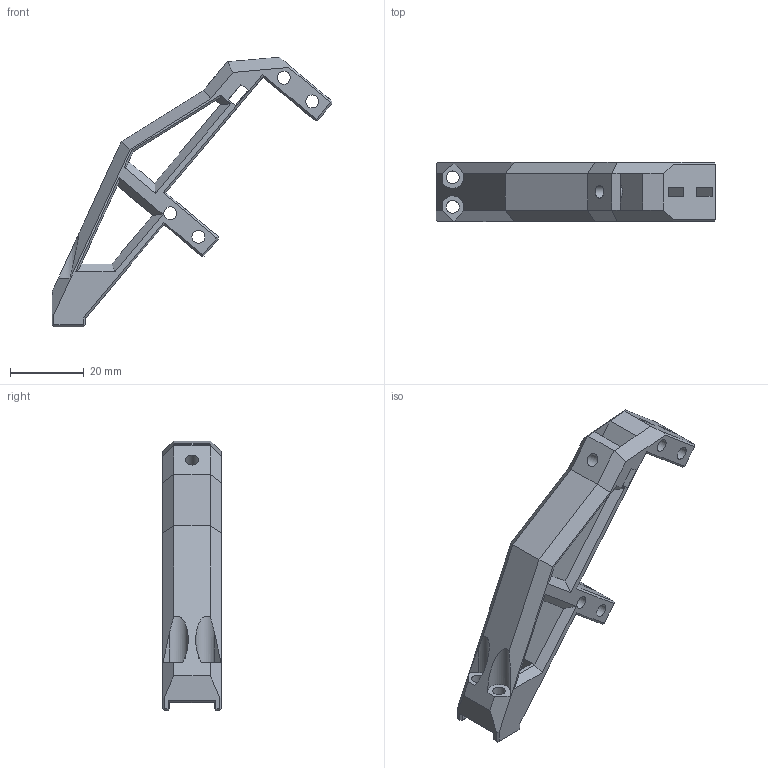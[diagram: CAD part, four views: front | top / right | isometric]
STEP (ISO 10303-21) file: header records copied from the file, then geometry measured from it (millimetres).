
FILE_DESCRIPTION(/* description */ (''),/* implementation_level */ '2;1');
FILE_NAME(/* name */ 'TibiaTop.step',/* time_stamp */ '2022-12-03T14:14:47-06:00',/* author */ (''),/* organization */ (''),/* preprocessor_version */ 'ST-DEVELOPER v19.2',/* originating_system */ 'Autodesk Translation Framework v11.17.0.187',/* authorisation */ '');
FILE_SCHEMA (('AUTOMOTIVE_DESIGN { 1 0 10303 214 3 1 1 }'));
Length unit declared in the file: millimetre
Products named in the file (1): TibiaTop
Bounding box: 75.96 x 16 x 73.17 mm (x, y, z)
Volume: 13955.4 mm3; surface area: 10068.5 mm2
Topology: 1 solids, 1 shells, 161 faces, 422 edges, 258 vertices
Faces by surface type: plane 146, cylinder 15
Full cylindrical faces by diameter (mm): 3.5 x12, 5 x1
Entity records: 4932 total; most frequent: ORIENTED_EDGE 844, CARTESIAN_POINT 842, DIRECTION 778, EDGE_CURVE 422, LINE 390, VECTOR 390, VERTEX_POINT 258, EDGE_LOOP 202
